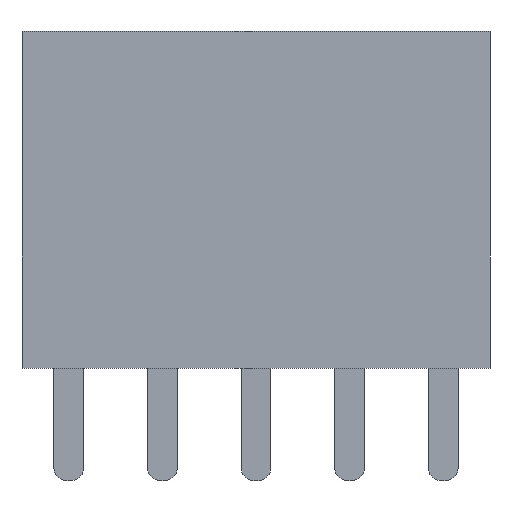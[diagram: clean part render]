
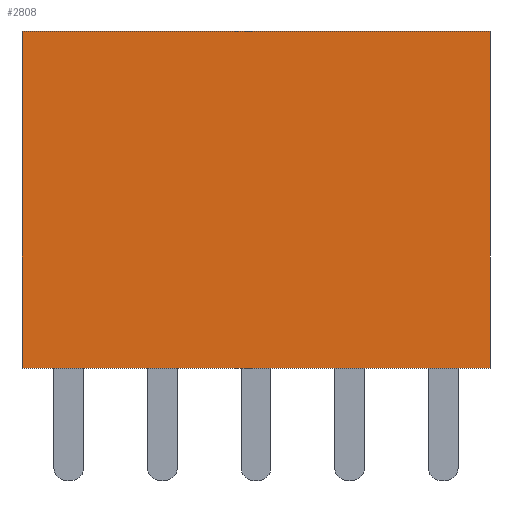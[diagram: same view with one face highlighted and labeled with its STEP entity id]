
A CAD part, left-side view. The second image highlights one B-rep face of the part: STEP entity #2808.
In plain terms, the highlighted planar face has unit normal (-1, 0, 0).
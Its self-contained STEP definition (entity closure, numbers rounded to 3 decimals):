
#232=FACE_OUTER_BOUND('',#397,.T.);
#397=EDGE_LOOP('',(#2174,#2175,#2176,#2177));
#516=LINE('',#3923,#845);
#617=LINE('',#4150,#946);
#647=LINE('',#4215,#976);
#648=LINE('',#4217,#977);
#845=VECTOR('',#3175,10.);
#946=VECTOR('',#3378,10.);
#976=VECTOR('',#3446,10.);
#977=VECTOR('',#3449,10.);
#1166=VERTEX_POINT('',#3920);
#1167=VERTEX_POINT('',#3922);
#1241=VERTEX_POINT('',#4147);
#1242=VERTEX_POINT('',#4149);
#1444=EDGE_CURVE('',#1166,#1167,#516,.T.);
#1557=EDGE_CURVE('',#1242,#1241,#617,.T.);
#1591=EDGE_CURVE('',#1167,#1241,#647,.T.);
#1592=EDGE_CURVE('',#1166,#1242,#648,.T.);
#2174=ORIENTED_EDGE('',*,*,#1592,.T.);
#2175=ORIENTED_EDGE('',*,*,#1557,.T.);
#2176=ORIENTED_EDGE('',*,*,#1591,.F.);
#2177=ORIENTED_EDGE('',*,*,#1444,.F.);
#2683=PLANE('',#2990);
#2808=ADVANCED_FACE('',(#232),#2683,.T.);
#2990=AXIS2_PLACEMENT_3D('',#4216,#3447,#3448);
#3175=DIRECTION('',(0.,0.,1.));
#3378=DIRECTION('',(0.,0.,1.));
#3446=DIRECTION('',(0.,-1.,0.));
#3447=DIRECTION('center_axis',(-1.,0.,0.));
#3448=DIRECTION('ref_axis',(0.,-1.,0.));
#3449=DIRECTION('',(0.,-1.,0.));
#3920=CARTESIAN_POINT('',(-1.25,11.25,0.));
#3922=CARTESIAN_POINT('',(-1.25,11.25,9.));
#3923=CARTESIAN_POINT('',(-1.25,11.25,0.));
#4147=CARTESIAN_POINT('',(-1.25,-1.25,9.));
#4149=CARTESIAN_POINT('',(-1.25,-1.25,0.));
#4150=CARTESIAN_POINT('',(-1.25,-1.25,0.));
#4215=CARTESIAN_POINT('',(-1.25,11.25,9.));
#4216=CARTESIAN_POINT('Origin',(-1.25,1.25,0.));
#4217=CARTESIAN_POINT('',(-1.25,11.25,0.));
